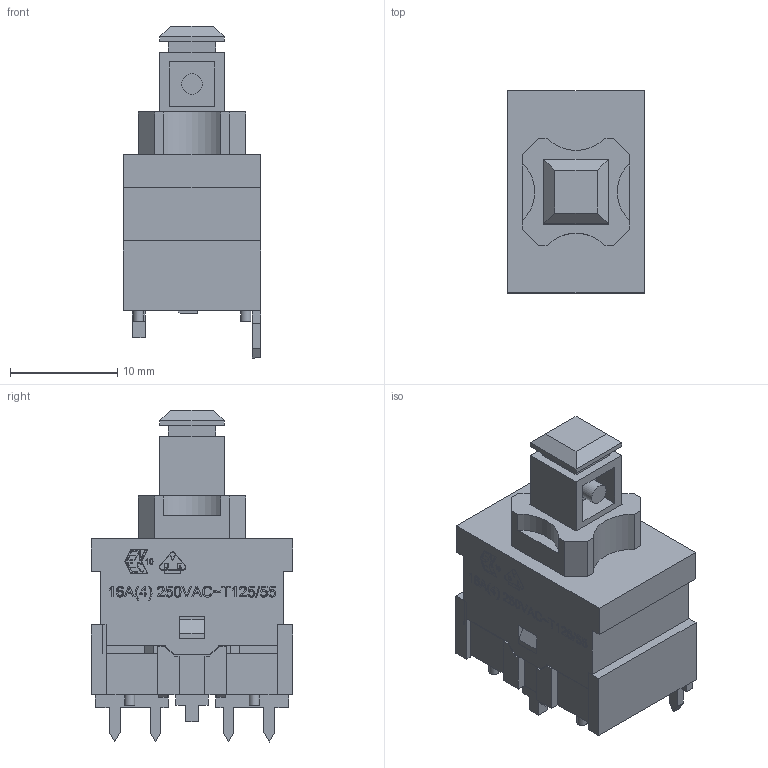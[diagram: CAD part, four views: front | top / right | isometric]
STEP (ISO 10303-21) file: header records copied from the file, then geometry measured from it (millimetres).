
FILE_DESCRIPTION(/* description */ ('','CAx-IF Rec.Pracs.---Representation and Presentation of Product Manufacturing Information (PMI)---4.0---2014-10-13'),/* implementation_level */ '2;1');
FILE_NAME(/* name */ 'PA541C.stp',/* time_stamp */ '2020-01-30T11:46:07-06:00',/* author */ ('mwilliams'),/* organization */ (''),/* preprocessor_version */ 'ST-DEVELOPER v17',/* originating_system */ 'Autodesk Inventor 2018',/* authorisation */ '');
FILE_SCHEMA (('AP242_MANAGED_MODEL_BASED_3D_ENGINEERING_MIM_LF { 1 0 10303 442 1 1 4 }'));
Length unit declared in the file: millimetre
Products named in the file (6): 14-PA541C; P4-P5 Base; Terminal_4_NO; Terminal_4_COM; PA5 Housing; P5 Snap-In Actuator
Assembly tree (5 placements, depth 2):
  14-PA541C
    P4-P5 Base
    Terminal_4_NO
    Terminal_4_COM
    PA5 Housing
    P5 Snap-In Actuator
Bounding box: 12.8 x 18.8 x 30.9 mm (x, y, z)
Volume: 2105.7 mm3; surface area: 4558.2 mm2
Topology: 5 solids, 5 shells, 1133 faces, 3117 edges, 2069 vertices
Faces by surface type: plane 815, bspline 259, cylinder 58, torus 1
Full cylindrical faces by diameter (mm): 0.95 x4, 1.9 x1, 2.5 x1, 3 x1
Entity records: 38253 total; most frequent: CARTESIAN_POINT 10789, ORIENTED_EDGE 6234, DIRECTION 4502, EDGE_CURVE 3117, LINE 2464, VECTOR 2464, VERTEX_POINT 2069, EDGE_LOOP 1230
